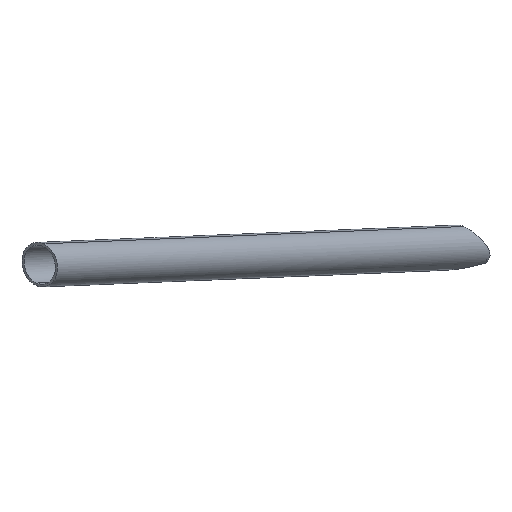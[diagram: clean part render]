
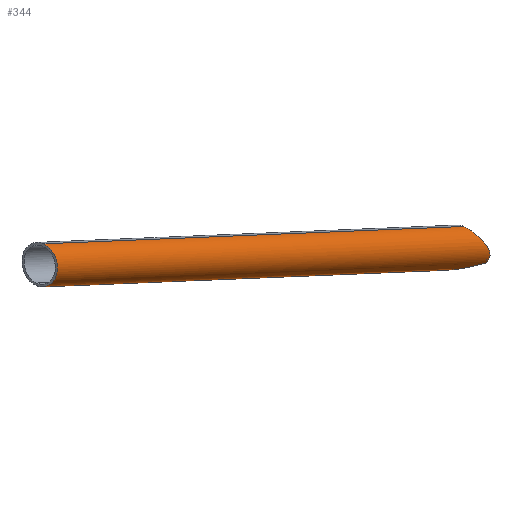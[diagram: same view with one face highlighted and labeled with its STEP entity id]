
A CAD part, isometric view. The second image highlights one B-rep face of the part: STEP entity #344.
In plain terms, the highlighted cylindrical face has radius 12.5 mm (diameter 25 mm), a partial arc.
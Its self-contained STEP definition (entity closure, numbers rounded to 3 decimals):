
#82=CARTESIAN_POINT('Vertex',(-351.18,-237.214,174.088)) ;
#84=CARTESIAN_POINT('Vertex',(-358.002,-238.188,149.42)) ;
#88=CARTESIAN_POINT('Control Point',(-358.002,-238.188,149.42)) ;
#89=CARTESIAN_POINT('Control Point',(-357.911,-239.091,149.44)) ;
#90=CARTESIAN_POINT('Control Point',(-357.798,-239.99,149.542)) ;
#91=CARTESIAN_POINT('Control Point',(-357.663,-240.875,149.723)) ;
#92=CARTESIAN_POINT('Control Point',(-357.332,-242.718,150.28)) ;
#93=CARTESIAN_POINT('Control Point',(-356.921,-244.409,151.174)) ;
#94=CARTESIAN_POINT('Control Point',(-356.682,-245.253,151.741)) ;
#95=CARTESIAN_POINT('Control Point',(-356.109,-246.999,153.196)) ;
#96=CARTESIAN_POINT('Control Point',(-355.473,-248.356,155.005)) ;
#97=CARTESIAN_POINT('Control Point',(-355.108,-248.974,156.098)) ;
#98=CARTESIAN_POINT('Control Point',(-354.401,-249.873,158.319)) ;
#99=CARTESIAN_POINT('Control Point',(-353.704,-250.208,160.691)) ;
#100=CARTESIAN_POINT('Control Point',(-353.379,-250.235,161.841)) ;
#101=CARTESIAN_POINT('Control Point',(-352.76,-250.019,164.122)) ;
#102=CARTESIAN_POINT('Control Point',(-352.216,-249.284,166.31)) ;
#103=CARTESIAN_POINT('Control Point',(-351.969,-248.792,167.357)) ;
#104=CARTESIAN_POINT('Control Point',(-351.537,-247.585,169.308)) ;
#105=CARTESIAN_POINT('Control Point',(-351.229,-245.959,170.955)) ;
#106=CARTESIAN_POINT('Control Point',(-351.111,-245.062,171.678)) ;
#107=CARTESIAN_POINT('Control Point',(-350.944,-243.064,172.949)) ;
#108=CARTESIAN_POINT('Control Point',(-350.937,-240.822,173.734)) ;
#109=CARTESIAN_POINT('Control Point',(-350.976,-239.629,173.997)) ;
#110=CARTESIAN_POINT('Control Point',(-351.058,-238.418,174.114)) ;
#111=CARTESIAN_POINT('Control Point',(-351.18,-237.214,174.088)) ;
#236=CARTESIAN_POINT('Vertex',(6.159,-186.252,-47.474)) ;
#239=CARTESIAN_POINT('Line Origine',(-436565.092,-62448.136,235997.587)) ;
#244=CARTESIAN_POINT('Line Origine',(-436553.413,-62446.47,236019.629)) ;
#248=CARTESIAN_POINT('Vertex',(-348.751,-236.868,172.775)) ;
#251=CARTESIAN_POINT('Line Origine',(-436553.413,-62446.47,236019.629)) ;
#255=CARTESIAN_POINT('Vertex',(36.14,-181.977,-35.328)) ;
#283=CARTESIAN_POINT('Axis2P3D Location',(-152.296,-208.851,52.377)) ;
#289=CARTESIAN_POINT('Control Point',(43.213,-192.245,-58.856)) ;
#290=CARTESIAN_POINT('Control Point',(40.422,-192.296,-58.147)) ;
#291=CARTESIAN_POINT('Control Point',(37.636,-192.29,-57.423)) ;
#292=CARTESIAN_POINT('Control Point',(34.863,-192.226,-56.684)) ;
#293=CARTESIAN_POINT('Control Point',(29.528,-191.979,-55.228)) ;
#294=CARTESIAN_POINT('Control Point',(24.234,-191.459,-53.7)) ;
#295=CARTESIAN_POINT('Control Point',(21.738,-191.14,-52.959)) ;
#296=CARTESIAN_POINT('Control Point',(17.79,-190.503,-51.747)) ;
#297=CARTESIAN_POINT('Control Point',(13.927,-189.566,-50.468)) ;
#298=CARTESIAN_POINT('Control Point',(12.55,-189.18,-49.996)) ;
#299=CARTESIAN_POINT('Control Point',(10.372,-188.472,-49.223)) ;
#300=CARTESIAN_POINT('Control Point',(8.298,-187.544,-48.41)) ;
#301=CARTESIAN_POINT('Control Point',(7.555,-187.167,-48.106)) ;
#302=CARTESIAN_POINT('Control Point',(6.831,-186.743,-47.793)) ;
#303=CARTESIAN_POINT('Control Point',(6.159,-186.252,-47.474)) ;
#304=CARTESIAN_POINT('Vertex',(43.213,-192.245,-58.856)) ;
#308=CARTESIAN_POINT('Control Point',(43.213,-192.245,-58.856)) ;
#309=CARTESIAN_POINT('Control Point',(43.497,-192.403,-58.553)) ;
#310=CARTESIAN_POINT('Control Point',(43.774,-192.545,-58.234)) ;
#311=CARTESIAN_POINT('Control Point',(44.04,-192.673,-57.899)) ;
#312=CARTESIAN_POINT('Control Point',(44.608,-192.928,-57.096)) ;
#313=CARTESIAN_POINT('Control Point',(45.056,-193.102,-56.198)) ;
#314=CARTESIAN_POINT('Control Point',(45.255,-193.173,-55.668)) ;
#315=CARTESIAN_POINT('Control Point',(45.6,-193.292,-54.245)) ;
#316=CARTESIAN_POINT('Control Point',(45.549,-193.273,-52.764)) ;
#317=CARTESIAN_POINT('Control Point',(45.393,-193.223,-51.88)) ;
#318=CARTESIAN_POINT('Control Point',(44.992,-193.08,-50.307)) ;
#319=CARTESIAN_POINT('Control Point',(44.428,-192.848,-48.796)) ;
#320=CARTESIAN_POINT('Control Point',(44.152,-192.726,-48.125)) ;
#321=CARTESIAN_POINT('Control Point',(43.511,-192.42,-46.678)) ;
#322=CARTESIAN_POINT('Control Point',(42.813,-192.027,-45.28)) ;
#323=CARTESIAN_POINT('Control Point',(42.423,-191.786,-44.535)) ;
#324=CARTESIAN_POINT('Control Point',(41.546,-191.193,-42.924)) ;
#325=CARTESIAN_POINT('Control Point',(40.646,-190.447,-41.39)) ;
#326=CARTESIAN_POINT('Control Point',(40.154,-189.989,-40.579)) ;
#327=CARTESIAN_POINT('Control Point',(39.212,-188.997,-39.081)) ;
#328=CARTESIAN_POINT('Control Point',(38.31,-187.758,-37.753)) ;
#329=CARTESIAN_POINT('Control Point',(37.891,-187.097,-37.164)) ;
#330=CARTESIAN_POINT('Control Point',(37.187,-185.779,-36.231)) ;
#331=CARTESIAN_POINT('Control Point',(36.625,-184.233,-35.619)) ;
#332=CARTESIAN_POINT('Control Point',(36.412,-183.503,-35.425)) ;
#333=CARTESIAN_POINT('Control Point',(36.25,-182.744,-35.328)) ;
#334=CARTESIAN_POINT('Control Point',(36.14,-181.977,-35.328)) ;
#240=DIRECTION('Vector Direction',(-0.873,-0.124,0.472)) ;
#245=DIRECTION('Vector Direction',(-0.873,-0.124,0.472)) ;
#252=DIRECTION('Vector Direction',(-0.873,-0.124,0.472)) ;
#284=DIRECTION('Axis2P3D Direction',(-0.873,-0.124,0.472)) ;
#285=DIRECTION('Axis2P3D XDirection',(-0.467,-0.067,-0.882)) ;
#286=AXIS2_PLACEMENT_3D('Cylinder Axis2P3D',#283,#284,#285) ;
#337=ORIENTED_EDGE('',*,*,#257,.T.) ;
#338=ORIENTED_EDGE('',*,*,#250,.T.) ;
#339=ORIENTED_EDGE('',*,*,#112,.F.) ;
#340=ORIENTED_EDGE('',*,*,#243,.F.) ;
#341=ORIENTED_EDGE('',*,*,#306,.F.) ;
#342=ORIENTED_EDGE('',*,*,#335,.T.) ;
#241=VECTOR('Line Direction',#240,1.) ;
#246=VECTOR('Line Direction',#245,1.) ;
#253=VECTOR('Line Direction',#252,1.) ;
#344=ADVANCED_FACE('Corps principal',(#343),#287,.T.) ;
#87=B_SPLINE_CURVE_WITH_KNOTS('',5,(#88,#89,#90,#91,#92,#93,#94,#95,#96,#97,#98,#99,#100,#101,#102,#103,#104,#105,#106,#107,#108,#109,#110,#111),.UNSPECIFIED.,.F.,.U.,(6,3,3,3,3,3,3,6),(0.,6.422,13.757,22.907,31.289,39.576,47.69,56.247),.UNSPECIFIED.) ;
#288=B_SPLINE_CURVE_WITH_KNOTS('',5,(#289,#290,#291,#292,#293,#294,#295,#296,#297,#298,#299,#300,#301,#302,#303),.UNSPECIFIED.,.F.,.U.,(6,3,3,3,6),(0.536,20.897,39.66,50.411,56.714),.UNSPECIFIED.) ;
#307=B_SPLINE_CURVE_WITH_KNOTS('',5,(#308,#309,#310,#311,#312,#313,#314,#315,#316,#317,#318,#319,#320,#321,#322,#323,#324,#325,#326,#327,#328,#329,#330,#331,#332,#333,#334),.UNSPECIFIED.,.F.,.U.,(6,3,3,3,3,3,3,3,6),(19.931,23.075,27.097,33.395,38.599,44.783,52.221,59.084,64.563),.UNSPECIFIED.) ;
#287=CYLINDRICAL_SURFACE('generated cylinder',#286,12.5) ;
#112=EDGE_CURVE('',#85,#83,#87,.T.) ;
#243=EDGE_CURVE('',#237,#85,#242,.T.) ;
#250=EDGE_CURVE('',#249,#83,#247,.T.) ;
#257=EDGE_CURVE('',#256,#249,#254,.T.) ;
#306=EDGE_CURVE('',#305,#237,#288,.T.) ;
#335=EDGE_CURVE('',#305,#256,#307,.T.) ;
#336=EDGE_LOOP('',(#337,#338,#339,#340,#341,#342)) ;
#343=FACE_OUTER_BOUND('',#336,.T.) ;
#242=LINE('Line',#239,#241) ;
#247=LINE('Line',#244,#246) ;
#254=LINE('Line',#251,#253) ;
#83=VERTEX_POINT('',#82) ;
#85=VERTEX_POINT('',#84) ;
#237=VERTEX_POINT('',#236) ;
#249=VERTEX_POINT('',#248) ;
#256=VERTEX_POINT('',#255) ;
#305=VERTEX_POINT('',#304) ;
